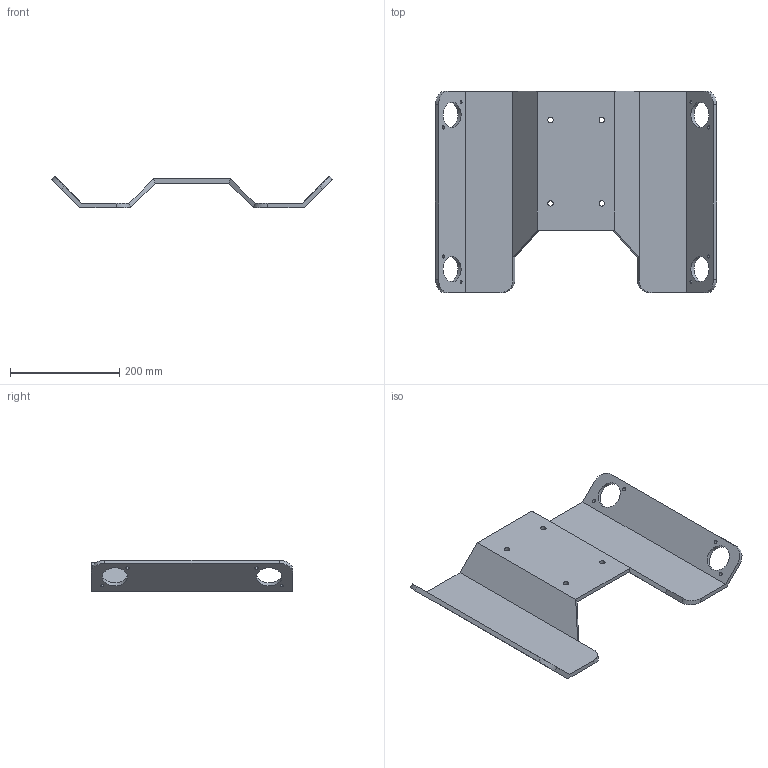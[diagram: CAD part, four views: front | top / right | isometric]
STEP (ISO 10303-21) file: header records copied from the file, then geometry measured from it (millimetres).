
FILE_DESCRIPTION(/* description */ (''),/* implementation_level */ '2;1');
FILE_NAME(/* name */ 'plaque_5 v1.step',/* time_stamp */ '2020-02-26T23:16:55+01:00',/* author */ (''),/* organization */ (''),/* preprocessor_version */ 'ST-DEVELOPER v18',/* originating_system */ 'Autodesk Translation Framework v8.12.0.6',/* authorisation */ '');
FILE_SCHEMA (('AUTOMOTIVE_DESIGN { 1 0 10303 214 3 1 1 }'));
Length unit declared in the file: millimetre
Products named in the file (1): plaque_5
Bounding box: 515.68 x 370 x 57.5 mm (x, y, z)
Volume: 1459356.7 mm3; surface area: 388057.8 mm2
Topology: 1 solids, 1 shells, 46 faces, 128 edges, 84 vertices
Faces by surface type: plane 24, cylinder 22
Full cylindrical faces by diameter (mm): 6 x8, 10 x4, 47 x4
Entity records: 1581 total; most frequent: DIRECTION 266, CARTESIAN_POINT 259, ORIENTED_EDGE 256, EDGE_CURVE 128, AXIS2_PLACEMENT_3D 91, LINE 84, VECTOR 84, VERTEX_POINT 84
